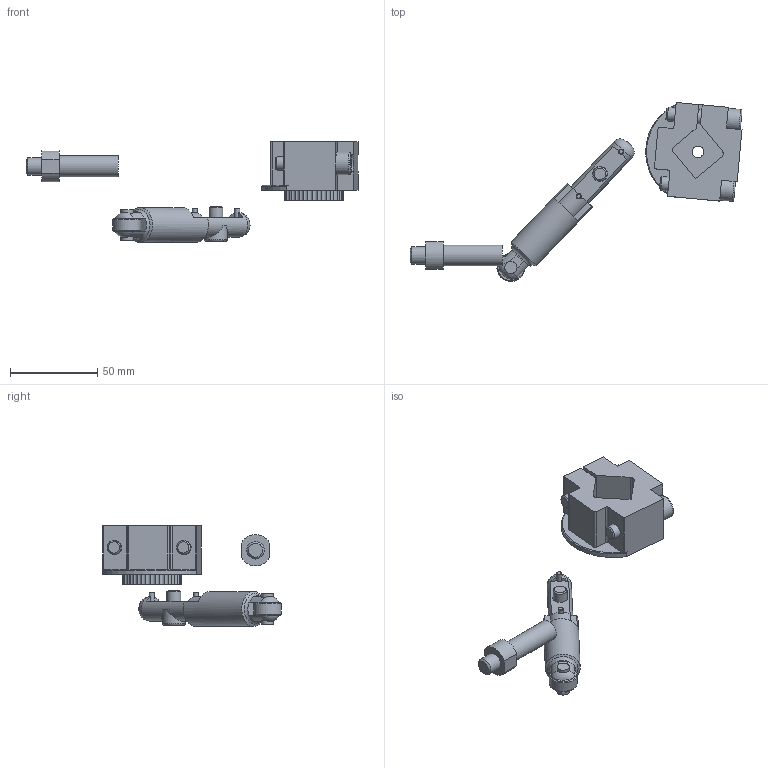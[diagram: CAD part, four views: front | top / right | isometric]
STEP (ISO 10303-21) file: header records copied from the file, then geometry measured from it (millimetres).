
FILE_DESCRIPTION(/* description */ ('Unknown'),/* implementation_level */ '2;1');
FILE_NAME(/* name */ 'AR22N',/* time_stamp */ '2018-07-26T11:00:59-04:00',/* author */ ('Unknown'),/* organization */ ('Unknown'),/* preprocessor_version */ 'ST-DEVELOPER v16.7',/* originating_system */ 'DEX',/* authorisation */ $);
FILE_SCHEMA (('AUTOMOTIVE_DESIGN {1 0 10303 214 3 1 1}'));
Length unit declared in the file: millimetre
Products named in the file (7): Asm27; AR22N_PART_1; AR22N_PART_2; AR22N_PART_3
Assembly tree (6 placements, depth 3):
  Asm27
    AR22N_PART_1
      AR22N_PART_1
    AR22N_PART_2
      AR22N_PART_2
    AR22N_PART_3
      AR22N_PART_3
Bounding box: 190.38 x 102.48 x 57.78 mm (x, y, z)
Volume: 83951.4 mm3; surface area: 27024.3 mm2
Topology: 3 solids, 4 shells, 233 faces, 625 edges, 414 vertices
Faces by surface type: cylinder 126, plane 83, cone 13, torus 11
Full cylindrical faces by diameter (mm): 3 x2, 6.647 x1, 7 x4, 8 x5, 8.3 x2, 8.5 x1, 10 x1, 12 x1, 13 x3, 14 x1, 16 x1, 20 x1
Entity records: 8721 total; most frequent: CARTESIAN_POINT 1335, DIRECTION 1277, ORIENTED_EDGE 1110, EDGE_CURVE 555, AXIS2_PLACEMENT_3D 522, VERTEX_POINT 391, FACE_BOUND 302, EDGE_LOOP 299
